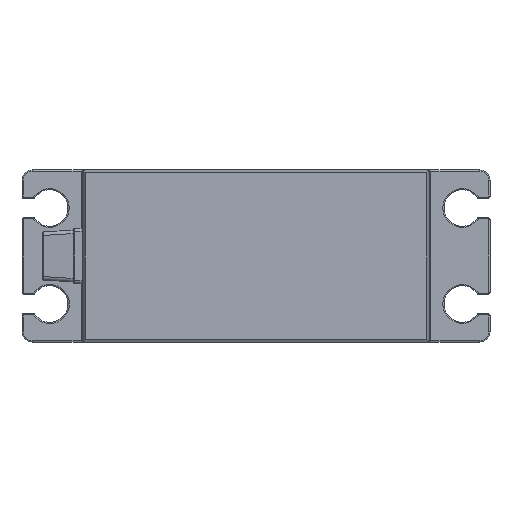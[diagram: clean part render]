
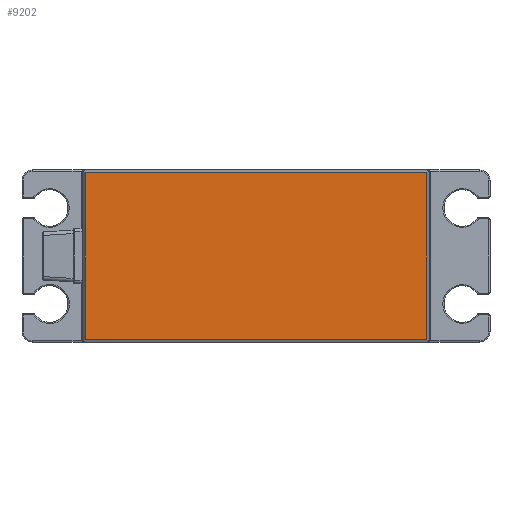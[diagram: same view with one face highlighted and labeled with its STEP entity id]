
A CAD part, front view. The second image highlights one B-rep face of the part: STEP entity #9202.
In plain terms, the highlighted planar face has unit normal (0, -1, 0).
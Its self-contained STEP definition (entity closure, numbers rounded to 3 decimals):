
#600=PLANE('',#10063);
#909=FACE_OUTER_BOUND('',#1447,.T.);
#1447=EDGE_LOOP('',(#7516,#7517,#7518,#7519));
#2325=LINE('',#15916,#2830);
#2328=LINE('',#16010,#2833);
#2331=LINE('',#16018,#2836);
#2332=LINE('',#16019,#2837);
#2830=VECTOR('',#11930,1.);
#2833=VECTOR('',#11951,1.);
#2836=VECTOR('',#11958,1.);
#2837=VECTOR('',#11959,1.);
#4100=VERTEX_POINT('',#15913);
#4101=VERTEX_POINT('',#15915);
#4108=VERTEX_POINT('',#16009);
#4111=VERTEX_POINT('',#16017);
#5291=EDGE_CURVE('',#4101,#4100,#2325,.T.);
#5302=EDGE_CURVE('',#4108,#4101,#2328,.T.);
#5306=EDGE_CURVE('',#4100,#4111,#2331,.T.);
#5307=EDGE_CURVE('',#4111,#4108,#2332,.T.);
#7516=ORIENTED_EDGE('',*,*,#5291,.T.);
#7517=ORIENTED_EDGE('',*,*,#5306,.T.);
#7518=ORIENTED_EDGE('',*,*,#5307,.T.);
#7519=ORIENTED_EDGE('',*,*,#5302,.T.);
#9202=ADVANCED_FACE('',(#909),#600,.T.);
#10063=AXIS2_PLACEMENT_3D('',#16016,#11956,#11957);
#11930=DIRECTION('',(0.,0.,-1.));
#11951=DIRECTION('',(-1.,0.,0.));
#11956=DIRECTION('center_axis',(0.,-1.,0.));
#11957=DIRECTION('ref_axis',(1.,0.,0.));
#11958=DIRECTION('',(1.,0.,0.));
#11959=DIRECTION('',(0.,0.,1.));
#15913=CARTESIAN_POINT('',(0.351,0.,0.351));
#15915=CARTESIAN_POINT('',(0.351,0.,19.649));
#15916=CARTESIAN_POINT('',(0.351,0.,10.));
#16009=CARTESIAN_POINT('',(40.009,0.,19.649));
#16010=CARTESIAN_POINT('',(20.18,0.,19.649));
#16016=CARTESIAN_POINT('Origin',(20.18,0.,10.));
#16017=CARTESIAN_POINT('',(40.009,0.,0.351));
#16018=CARTESIAN_POINT('',(20.18,0.,0.351));
#16019=CARTESIAN_POINT('',(40.009,0.,10.));
